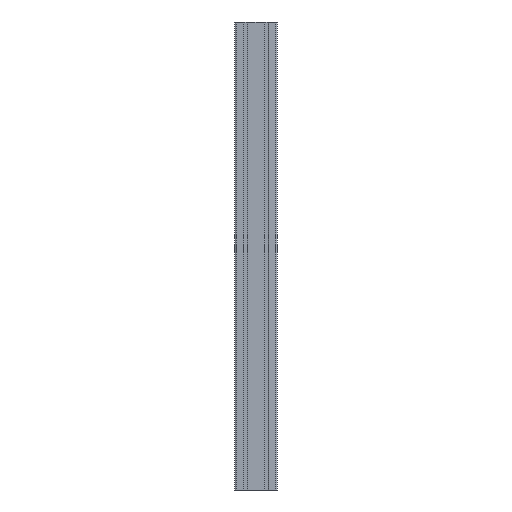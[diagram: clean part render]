
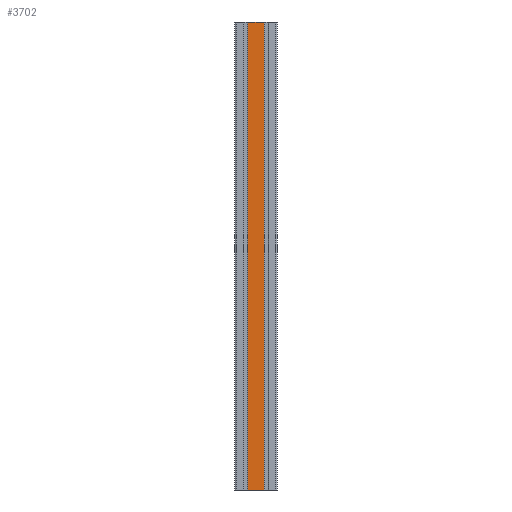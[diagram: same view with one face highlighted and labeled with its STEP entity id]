
A CAD part, front view. The second image highlights one B-rep face of the part: STEP entity #3702.
In plain terms, the highlighted planar face has unit normal (0, -1, 0).
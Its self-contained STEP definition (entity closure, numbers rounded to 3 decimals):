
#84=PLANE('',#4085);
#236=FACE_OUTER_BOUND('',#438,.T.);
#438=EDGE_LOOP('',(#3179,#3180,#3181,#3182));
#635=LINE('',#5624,#1021);
#759=LINE('',#6057,#1145);
#824=LINE('',#6229,#1210);
#825=LINE('',#6231,#1211);
#1021=VECTOR('',#4486,10.);
#1145=VECTOR('',#4824,10.);
#1210=VECTOR('',#5027,10.);
#1211=VECTOR('',#5030,10.);
#1595=VERTEX_POINT('',#5621);
#1596=VERTEX_POINT('',#5623);
#1797=VERTEX_POINT('',#6054);
#1798=VERTEX_POINT('',#6056);
#2003=EDGE_CURVE('',#1596,#1595,#635,.T.);
#2225=EDGE_CURVE('',#1797,#1798,#759,.T.);
#2312=EDGE_CURVE('',#1595,#1798,#824,.T.);
#2313=EDGE_CURVE('',#1596,#1797,#825,.T.);
#3179=ORIENTED_EDGE('',*,*,#2003,.T.);
#3180=ORIENTED_EDGE('',*,*,#2312,.T.);
#3181=ORIENTED_EDGE('',*,*,#2225,.F.);
#3182=ORIENTED_EDGE('',*,*,#2313,.F.);
#3702=ADVANCED_FACE('',(#236),#84,.T.);
#4085=AXIS2_PLACEMENT_3D('',#6230,#5028,#5029);
#4486=DIRECTION('',(1.,0.,0.));
#4824=DIRECTION('',(1.,0.,0.));
#5027=DIRECTION('',(0.,0.,1.));
#5028=DIRECTION('center_axis',(0.,-1.,0.));
#5029=DIRECTION('ref_axis',(1.,0.,0.));
#5030=DIRECTION('',(0.,0.,1.));
#5621=CARTESIAN_POINT('',(18.05,-22.5,0.));
#5623=CARTESIAN_POINT('',(-18.05,-22.5,0.));
#5624=CARTESIAN_POINT('',(-18.05,-22.5,0.));
#6054=CARTESIAN_POINT('',(-18.05,-22.5,1000.));
#6056=CARTESIAN_POINT('',(18.05,-22.5,1000.));
#6057=CARTESIAN_POINT('',(-18.05,-22.5,1000.));
#6229=CARTESIAN_POINT('',(18.05,-22.5,0.));
#6230=CARTESIAN_POINT('Origin',(-18.05,-22.5,0.));
#6231=CARTESIAN_POINT('',(-18.05,-22.5,0.));
